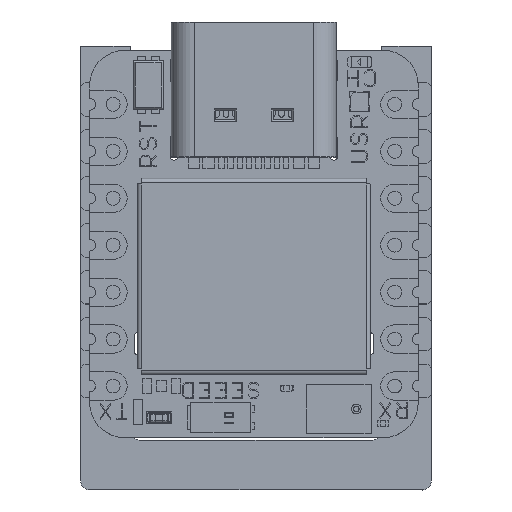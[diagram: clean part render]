
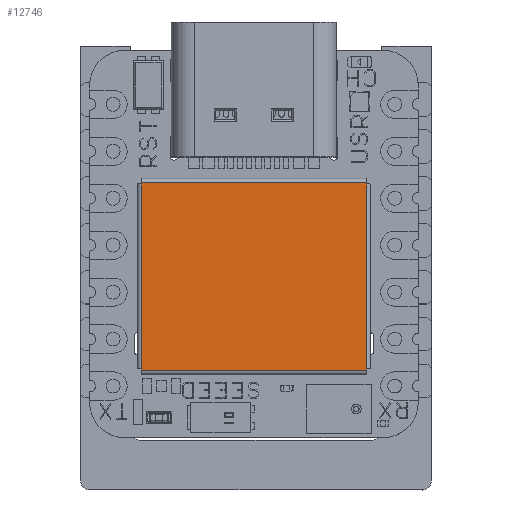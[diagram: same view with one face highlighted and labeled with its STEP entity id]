
A CAD part, top view. The second image highlights one B-rep face of the part: STEP entity #12746.
In plain terms, the highlighted face is planar.
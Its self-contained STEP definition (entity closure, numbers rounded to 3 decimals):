
#11658 = VERTEX_POINT('',#11659);
#11659 = CARTESIAN_POINT('',(5.047,3.,
    -12.211));
#11665 = EDGE_CURVE('',#11658,#11666,#11668,.T.);
#11666 = VERTEX_POINT('',#11667);
#11667 = CARTESIAN_POINT('',(5.147,3.,
    -12.211));
#11668 = LINE('',#11669,#11670);
#11669 = CARTESIAN_POINT('',(-1.687,3.,
    -12.211));
#11670 = VECTOR('',#11671,1.);
#11671 = DIRECTION('',(1.,0.,0.));
#11980 = VERTEX_POINT('',#11981);
#11981 = CARTESIAN_POINT('',(5.047,3.,
    -0.011));
#12214 = VERTEX_POINT('',#12215);
#12215 = CARTESIAN_POINT('',(-4.953,3.,
    -12.211));
#12323 = VERTEX_POINT('',#12324);
#12324 = CARTESIAN_POINT('',(-4.953,3.,
    -0.011));
#12356 = EDGE_CURVE('',#12323,#11980,#12357,.T.);
#12357 = LINE('',#12358,#12359);
#12358 = CARTESIAN_POINT('',(-1.587,3.,
    -0.011));
#12359 = VECTOR('',#12360,1.);
#12360 = DIRECTION('',(1.,0.,0.));
#12373 = VERTEX_POINT('',#12374);
#12374 = CARTESIAN_POINT('',(-5.053,3.,
    -0.011));
#12381 = EDGE_CURVE('',#12373,#12382,#12384,.T.);
#12382 = VERTEX_POINT('',#12383);
#12383 = CARTESIAN_POINT('',(-5.053,3.,
    -12.211));
#12384 = LINE('',#12385,#12386);
#12385 = CARTESIAN_POINT('',(-5.053,3.,
    -9.223));
#12386 = VECTOR('',#12387,1.);
#12387 = DIRECTION('',(0.,0.,-1.));
#12475 = EDGE_CURVE('',#12214,#11658,#12476,.T.);
#12476 = LINE('',#12477,#12478);
#12477 = CARTESIAN_POINT('',(-1.687,3.,
    -12.211));
#12478 = VECTOR('',#12479,1.);
#12479 = DIRECTION('',(1.,0.,0.));
#12545 = VERTEX_POINT('',#12546);
#12546 = CARTESIAN_POINT('',(5.147,3.,
    -0.011));
#12553 = EDGE_CURVE('',#11980,#12545,#12554,.T.);
#12554 = LINE('',#12555,#12556);
#12555 = CARTESIAN_POINT('',(-1.587,3.,
    -0.011));
#12556 = VECTOR('',#12557,1.);
#12557 = DIRECTION('',(1.,0.,0.));
#12613 = EDGE_CURVE('',#12382,#12214,#12614,.T.);
#12614 = LINE('',#12615,#12616);
#12615 = CARTESIAN_POINT('',(-1.687,3.,
    -12.211));
#12616 = VECTOR('',#12617,1.);
#12617 = DIRECTION('',(1.,0.,0.));
#12659 = EDGE_CURVE('',#12373,#12323,#12660,.T.);
#12660 = LINE('',#12661,#12662);
#12661 = CARTESIAN_POINT('',(-1.587,3.,
    -0.011));
#12662 = VECTOR('',#12663,1.);
#12663 = DIRECTION('',(1.,0.,0.));
#12734 = EDGE_CURVE('',#11666,#12545,#12735,.T.);
#12735 = LINE('',#12736,#12737);
#12736 = CARTESIAN_POINT('',(5.147,3.,
    -3.));
#12737 = VECTOR('',#12738,1.);
#12738 = DIRECTION('',(0.,0.,1.));
#12746 = ADVANCED_FACE('',(#12747),#12757,.T.);
#12747 = FACE_BOUND('',#12748,.T.);
#12748 = EDGE_LOOP('',(#12749,#12750,#12751,#12752,#12753,#12754,#12755,
    #12756));
#12749 = ORIENTED_EDGE('',*,*,#12734,.F.);
#12750 = ORIENTED_EDGE('',*,*,#11665,.F.);
#12751 = ORIENTED_EDGE('',*,*,#12475,.F.);
#12752 = ORIENTED_EDGE('',*,*,#12613,.F.);
#12753 = ORIENTED_EDGE('',*,*,#12381,.F.);
#12754 = ORIENTED_EDGE('',*,*,#12659,.T.);
#12755 = ORIENTED_EDGE('',*,*,#12356,.T.);
#12756 = ORIENTED_EDGE('',*,*,#12553,.T.);
#12757 = PLANE('',#12758);
#12758 = AXIS2_PLACEMENT_3D('',#12759,#12760,#12761);
#12759 = CARTESIAN_POINT('',(1.579,3.,
    -6.111));
#12760 = DIRECTION('',(0.,1.,0.));
#12761 = DIRECTION('',(0.,0.,1.));
